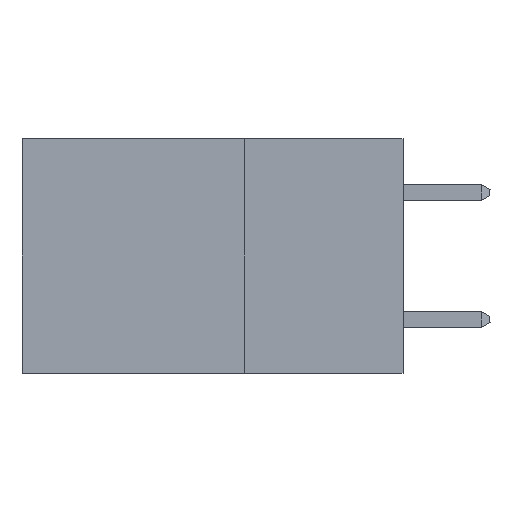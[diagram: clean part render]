
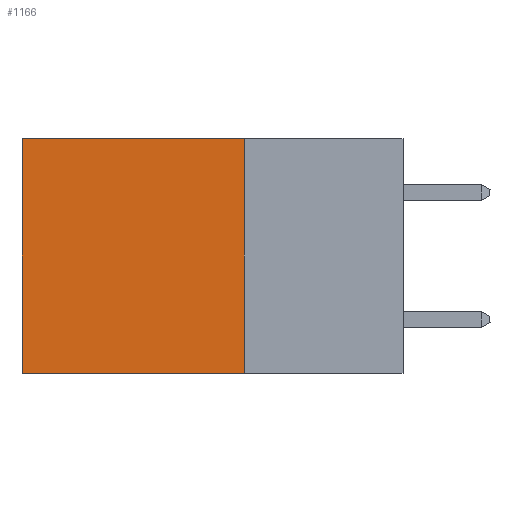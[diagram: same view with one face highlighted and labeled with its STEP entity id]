
A CAD part, left-side view. The second image highlights one B-rep face of the part: STEP entity #1166.
In plain terms, the highlighted planar face has unit normal (-1, 0, 0).
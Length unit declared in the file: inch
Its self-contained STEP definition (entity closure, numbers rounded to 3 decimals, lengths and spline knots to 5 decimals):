
#707 = CARTESIAN_POINT ( 'NONE',  ( 0.2875, 0.25, 0. ) ) ;
#752 = DIRECTION ( 'NONE',  ( 0., 0., -1. ) ) ;
#1166 = ADVANCED_FACE ( 'NONE', ( #3249 ), #14358, .F. ) ;
#1231 = DIRECTION ( 'NONE',  ( 0., 0., -1. ) ) ;
#1714 = DIRECTION ( 'NONE',  ( 0., 0., -1. ) ) ;
#1845 = CARTESIAN_POINT ( 'NONE',  ( 0.2875, 0.25, -0.37 ) ) ;
#2273 = EDGE_CURVE ( 'NONE', #10128, #11332, #7246, .T. ) ;
#2812 = DIRECTION ( 'NONE',  ( 0., 1., 0. ) ) ;
#2901 = LINE ( 'NONE', #707, #9605 ) ;
#3249 = FACE_OUTER_BOUND ( 'NONE', #9351, .T. ) ;
#3921 = CARTESIAN_POINT ( 'NONE',  ( 0.2875, 0.25, -0.37 ) ) ;
#3967 = ORIENTED_EDGE ( 'NONE', *, *, #2273, .F. ) ;
#4869 = CARTESIAN_POINT ( 'NONE',  ( 0.2875, 0.25, 0. ) ) ;
#5563 = EDGE_CURVE ( 'NONE', #8565, #11332, #12116, .T. ) ;
#5781 = ORIENTED_EDGE ( 'NONE', *, *, #14603, .F. ) ;
#7246 = LINE ( 'NONE', #1845, #11826 ) ;
#7500 = VERTEX_POINT ( 'NONE', #4869 ) ;
#7507 = ORIENTED_EDGE ( 'NONE', *, *, #5563, .T. ) ;
#8210 = CARTESIAN_POINT ( 'NONE',  ( 0.2875, 0.6, 0. ) ) ;
#8558 = CARTESIAN_POINT ( 'NONE',  ( 0.2875, 0.6, 0. ) ) ;
#8565 = VERTEX_POINT ( 'NONE', #8558 ) ;
#8599 = DIRECTION ( 'NONE',  ( 1., 0., 0. ) ) ;
#8927 = ORIENTED_EDGE ( 'NONE', *, *, #13778, .T. ) ;
#9351 = EDGE_LOOP ( 'NONE', ( #7507, #3967, #5781, #8927 ) ) ;
#9605 = VECTOR ( 'NONE', #1714, 39.37008 ) ;
#10001 = LINE ( 'NONE', #13709, #14262 ) ;
#10128 = VERTEX_POINT ( 'NONE', #3921 ) ;
#10853 = CARTESIAN_POINT ( 'NONE',  ( 0.2875, 0.25, 0. ) ) ;
#11332 = VERTEX_POINT ( 'NONE', #12904 ) ;
#11511 = AXIS2_PLACEMENT_3D ( 'NONE', #10853, #8599, #752 ) ;
#11826 = VECTOR ( 'NONE', #2812, 39.37008 ) ;
#12116 = LINE ( 'NONE', #8210, #13893 ) ;
#12352 = DIRECTION ( 'NONE',  ( 0., 1., 0. ) ) ;
#12904 = CARTESIAN_POINT ( 'NONE',  ( 0.2875, 0.6, -0.37 ) ) ;
#13709 = CARTESIAN_POINT ( 'NONE',  ( 0.2875, 0.25, 0. ) ) ;
#13778 = EDGE_CURVE ( 'NONE', #7500, #8565, #10001, .T. ) ;
#13893 = VECTOR ( 'NONE', #1231, 39.37008 ) ;
#14262 = VECTOR ( 'NONE', #12352, 39.37008 ) ;
#14358 = PLANE ( 'NONE',  #11511 ) ;
#14603 = EDGE_CURVE ( 'NONE', #7500, #10128, #2901, .T. ) ;
